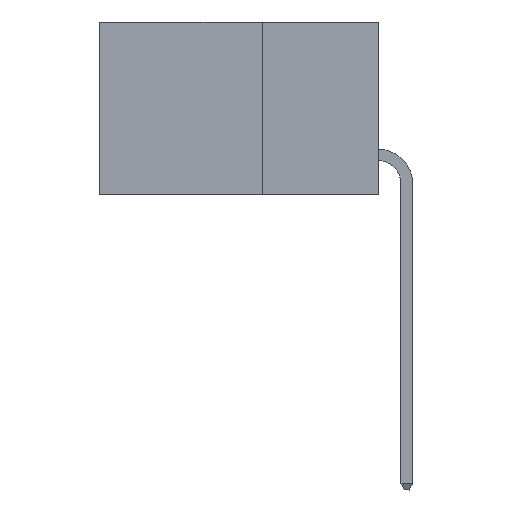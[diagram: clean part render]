
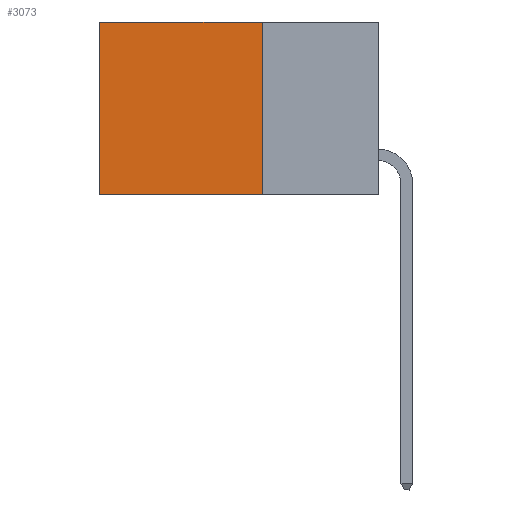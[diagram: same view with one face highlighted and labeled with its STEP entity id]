
A CAD part, left-side view. The second image highlights one B-rep face of the part: STEP entity #3073.
In plain terms, the highlighted planar face has unit normal (-1, 0, 0).
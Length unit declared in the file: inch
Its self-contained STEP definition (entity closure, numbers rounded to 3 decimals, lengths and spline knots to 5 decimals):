
#7 = VECTOR ( 'NONE', #747, 39.37008 ) ;
#332 = EDGE_LOOP ( 'NONE', ( #11876, #15596, #11312, #3072 ) ) ;
#677 = CARTESIAN_POINT ( 'NONE',  ( 0.298, 0.6, -0.37 ) ) ;
#747 = DIRECTION ( 'NONE',  ( 0., 1., 0. ) ) ;
#798 = CARTESIAN_POINT ( 'NONE',  ( 0.298, 0.25, 0. ) ) ;
#842 = VERTEX_POINT ( 'NONE', #3036 ) ;
#1423 = AXIS2_PLACEMENT_3D ( 'NONE', #4708, #3313, #3272 ) ;
#1427 = LINE ( 'NONE', #5925, #12111 ) ;
#1658 = LINE ( 'NONE', #6281, #12343 ) ;
#1811 = EDGE_CURVE ( 'NONE', #14119, #14691, #4014, .T. ) ;
#2683 = VERTEX_POINT ( 'NONE', #677 ) ;
#3020 = CARTESIAN_POINT ( 'NONE',  ( 0.298, 0.25, -0.37 ) ) ;
#3032 = EDGE_CURVE ( 'NONE', #14119, #842, #1427, .T. ) ;
#3036 = CARTESIAN_POINT ( 'NONE',  ( 0.298, 0.6, 0. ) ) ;
#3072 = ORIENTED_EDGE ( 'NONE', *, *, #3032, .T. ) ;
#3073 = ADVANCED_FACE ( 'NONE', ( #7782 ), #4078, .F. ) ;
#3272 = DIRECTION ( 'NONE',  ( 0., 0., -1. ) ) ;
#3313 = DIRECTION ( 'NONE',  ( 1., 0., 0. ) ) ;
#4014 = LINE ( 'NONE', #798, #10697 ) ;
#4078 = PLANE ( 'NONE',  #1423 ) ;
#4339 = EDGE_CURVE ( 'NONE', #14691, #2683, #10724, .T. ) ;
#4641 = DIRECTION ( 'NONE',  ( 0., 1., 0. ) ) ;
#4708 = CARTESIAN_POINT ( 'NONE',  ( 0.298, 0.25, 0. ) ) ;
#5925 = CARTESIAN_POINT ( 'NONE',  ( 0.298, 0.25, 0. ) ) ;
#6281 = CARTESIAN_POINT ( 'NONE',  ( 0.298, 0.6, 0. ) ) ;
#7782 = FACE_OUTER_BOUND ( 'NONE', #332, .T. ) ;
#7801 = CARTESIAN_POINT ( 'NONE',  ( 0.298, 0.25, -0.37 ) ) ;
#10697 = VECTOR ( 'NONE', #11624, 39.37008 ) ;
#10724 = LINE ( 'NONE', #3020, #7 ) ;
#11312 = ORIENTED_EDGE ( 'NONE', *, *, #1811, .F. ) ;
#11624 = DIRECTION ( 'NONE',  ( 0., 0., -1. ) ) ;
#11876 = ORIENTED_EDGE ( 'NONE', *, *, #16386, .T. ) ;
#12111 = VECTOR ( 'NONE', #4641, 39.37008 ) ;
#12265 = CARTESIAN_POINT ( 'NONE',  ( 0.298, 0.25, 0. ) ) ;
#12343 = VECTOR ( 'NONE', #15434, 39.37008 ) ;
#14119 = VERTEX_POINT ( 'NONE', #12265 ) ;
#14691 = VERTEX_POINT ( 'NONE', #7801 ) ;
#15434 = DIRECTION ( 'NONE',  ( 0., 0., -1. ) ) ;
#15596 = ORIENTED_EDGE ( 'NONE', *, *, #4339, .F. ) ;
#16386 = EDGE_CURVE ( 'NONE', #842, #2683, #1658, .T. ) ;
